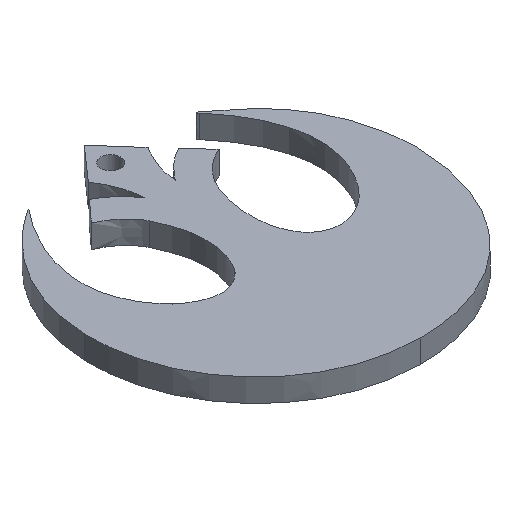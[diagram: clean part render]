
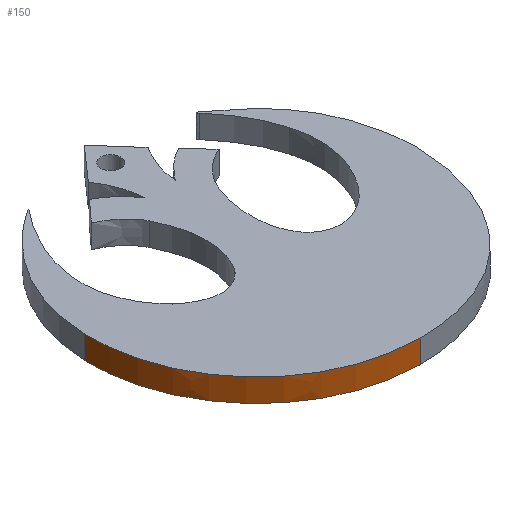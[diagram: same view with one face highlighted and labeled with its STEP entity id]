
A CAD part, isometric view. The second image highlights one B-rep face of the part: STEP entity #150.
In plain terms, the highlighted face is a extrusion surface.
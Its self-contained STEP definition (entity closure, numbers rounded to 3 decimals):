
#21 = EDGE_CURVE('',#22,#24,#26,.T.);
#22 = VERTEX_POINT('',#23);
#23 = CARTESIAN_POINT('',(-25.091,-4.096,0.));
#24 = VERTEX_POINT('',#25);
#25 = CARTESIAN_POINT('',(-25.091,-4.096,3.5));
#26 = SURFACE_CURVE('',#27,(#31,#46),.PCURVE_S1.);
#27 = LINE('',#28,#29);
#28 = CARTESIAN_POINT('',(-25.091,-4.096,0.));
#29 = VECTOR('',#30,1.);
#30 = DIRECTION('',(0.,0.,1.));
#31 = PCURVE('',#32,#40);
#32 = SURFACE_OF_LINEAR_EXTRUSION('',#33,#38);
#33 = B_SPLINE_CURVE_WITH_KNOTS('',3,(#34,#35,#36,#37),.UNSPECIFIED.,.F.
  ,.F.,(4,4),(0.,1.),.PIECEWISE_BEZIER_KNOTS.);
#34 = CARTESIAN_POINT('',(-25.091,-4.096,0.));
#35 = CARTESIAN_POINT('',(-24.784,4.057,0.));
#36 = CARTESIAN_POINT('',(-20.652,11.577,0.));
#37 = CARTESIAN_POINT('',(-13.098,16.546,0.));
#38 = VECTOR('',#39,1.);
#39 = DIRECTION('',(0.,0.,-1.));
#40 = DEFINITIONAL_REPRESENTATION('',(#41),#45);
#41 = LINE('',#42,#43);
#42 = CARTESIAN_POINT('',(0.,0.));
#43 = VECTOR('',#44,1.);
#44 = DIRECTION('',(0.,-1.));
#45 = ( GEOMETRIC_REPRESENTATION_CONTEXT(2) 
PARAMETRIC_REPRESENTATION_CONTEXT() REPRESENTATION_CONTEXT('2D SPACE',''
  ) );
#46 = PCURVE('',#47,#55);
#47 = SURFACE_OF_LINEAR_EXTRUSION('',#48,#53);
#48 = B_SPLINE_CURVE_WITH_KNOTS('',3,(#49,#50,#51,#52),.UNSPECIFIED.,.F.
  ,.F.,(4,4),(0.,1.),.PIECEWISE_BEZIER_KNOTS.);
#49 = CARTESIAN_POINT('',(-0.032,-30.229,0.)
  );
#50 = CARTESIAN_POINT('',(-14.373,-30.228,0.));
#51 = CARTESIAN_POINT('',(-25.521,-18.261,0.));
#52 = CARTESIAN_POINT('',(-25.091,-4.096,0.));
#53 = VECTOR('',#54,1.);
#54 = DIRECTION('',(0.,0.,-1.));
#55 = DEFINITIONAL_REPRESENTATION('',(#56),#60);
#56 = LINE('',#57,#58);
#57 = CARTESIAN_POINT('',(1.,0.));
#58 = VECTOR('',#59,1.);
#59 = DIRECTION('',(0.,-1.));
#60 = ( GEOMETRIC_REPRESENTATION_CONTEXT(2) 
PARAMETRIC_REPRESENTATION_CONTEXT() REPRESENTATION_CONTEXT('2D SPACE',''
  ) );
#79 = PLANE('',#80);
#80 = AXIS2_PLACEMENT_3D('',#81,#82,#83);
#81 = CARTESIAN_POINT('',(-25.091,-4.096,3.5));
#82 = DIRECTION('',(0.,0.,1.));
#83 = DIRECTION('',(1.,0.,0.));
#138 = PLANE('',#139);
#139 = AXIS2_PLACEMENT_3D('',#140,#141,#142);
#140 = CARTESIAN_POINT('',(-25.091,-4.096,0.));
#141 = DIRECTION('',(0.,0.,1.));
#142 = DIRECTION('',(1.,0.,0.));
#150 = ADVANCED_FACE('',(#151),#47,.T.);
#151 = FACE_BOUND('',#152,.T.);
#152 = EDGE_LOOP('',(#153,#186,#209,#210));
#153 = ORIENTED_EDGE('',*,*,#154,.T.);
#154 = EDGE_CURVE('',#155,#157,#159,.T.);
#155 = VERTEX_POINT('',#156);
#156 = CARTESIAN_POINT('',(-0.032,-30.229,0.)
  );
#157 = VERTEX_POINT('',#158);
#158 = CARTESIAN_POINT('',(-0.032,-30.229,3.5));
#159 = SURFACE_CURVE('',#160,(#164,#171),.PCURVE_S1.);
#160 = LINE('',#161,#162);
#161 = CARTESIAN_POINT('',(-0.032,-30.229,0.)
  );
#162 = VECTOR('',#163,1.);
#163 = DIRECTION('',(0.,0.,1.));
#164 = PCURVE('',#47,#165);
#165 = DEFINITIONAL_REPRESENTATION('',(#166),#170);
#166 = LINE('',#167,#168);
#167 = CARTESIAN_POINT('',(0.,0.));
#168 = VECTOR('',#169,1.);
#169 = DIRECTION('',(0.,-1.));
#170 = ( GEOMETRIC_REPRESENTATION_CONTEXT(2) 
PARAMETRIC_REPRESENTATION_CONTEXT() REPRESENTATION_CONTEXT('2D SPACE',''
  ) );
#171 = PCURVE('',#172,#180);
#172 = SURFACE_OF_LINEAR_EXTRUSION('',#173,#178);
#173 = B_SPLINE_CURVE_WITH_KNOTS('',3,(#174,#175,#176,#177),
  .UNSPECIFIED.,.F.,.F.,(4,4),(0.,1.),.PIECEWISE_BEZIER_KNOTS.);
#174 = CARTESIAN_POINT('',(24.897,-4.557,0.));
#175 = CARTESIAN_POINT('',(24.645,-19.536,0.));
#176 = CARTESIAN_POINT('',(14.615,-30.229,0.));
#177 = CARTESIAN_POINT('',(-0.032,-30.229,0.)
  );
#178 = VECTOR('',#179,1.);
#179 = DIRECTION('',(0.,0.,-1.));
#180 = DEFINITIONAL_REPRESENTATION('',(#181),#185);
#181 = LINE('',#182,#183);
#182 = CARTESIAN_POINT('',(1.,0.));
#183 = VECTOR('',#184,1.);
#184 = DIRECTION('',(0.,-1.));
#185 = ( GEOMETRIC_REPRESENTATION_CONTEXT(2) 
PARAMETRIC_REPRESENTATION_CONTEXT() REPRESENTATION_CONTEXT('2D SPACE',''
  ) );
#186 = ORIENTED_EDGE('',*,*,#187,.T.);
#187 = EDGE_CURVE('',#157,#24,#188,.T.);
#188 = SURFACE_CURVE('',#189,(#194,#201),.PCURVE_S1.);
#189 = B_SPLINE_CURVE_WITH_KNOTS('',3,(#190,#191,#192,#193),
  .UNSPECIFIED.,.F.,.F.,(4,4),(0.,1.),.PIECEWISE_BEZIER_KNOTS.);
#190 = CARTESIAN_POINT('',(-0.032,-30.229,3.5));
#191 = CARTESIAN_POINT('',(-14.373,-30.228,3.5));
#192 = CARTESIAN_POINT('',(-25.521,-18.261,3.5));
#193 = CARTESIAN_POINT('',(-25.091,-4.096,3.5));
#194 = PCURVE('',#47,#195);
#195 = DEFINITIONAL_REPRESENTATION('',(#196),#200);
#196 = LINE('',#197,#198);
#197 = CARTESIAN_POINT('',(0.,-3.5));
#198 = VECTOR('',#199,1.);
#199 = DIRECTION('',(1.,0.));
#200 = ( GEOMETRIC_REPRESENTATION_CONTEXT(2) 
PARAMETRIC_REPRESENTATION_CONTEXT() REPRESENTATION_CONTEXT('2D SPACE',''
  ) );
#201 = PCURVE('',#79,#202);
#202 = DEFINITIONAL_REPRESENTATION('',(#203),#208);
#203 = B_SPLINE_CURVE_WITH_KNOTS('',3,(#204,#205,#206,#207),
  .UNSPECIFIED.,.F.,.F.,(4,4),(0.,1.),.PIECEWISE_BEZIER_KNOTS.);
#204 = CARTESIAN_POINT('',(25.059,-26.133));
#205 = CARTESIAN_POINT('',(10.718,-26.133));
#206 = CARTESIAN_POINT('',(-0.43,-14.165));
#207 = CARTESIAN_POINT('',(0.,0.));
#208 = ( GEOMETRIC_REPRESENTATION_CONTEXT(2) 
PARAMETRIC_REPRESENTATION_CONTEXT() REPRESENTATION_CONTEXT('2D SPACE',''
  ) );
#209 = ORIENTED_EDGE('',*,*,#21,.F.);
#210 = ORIENTED_EDGE('',*,*,#211,.F.);
#211 = EDGE_CURVE('',#155,#22,#212,.T.);
#212 = SURFACE_CURVE('',#213,(#218,#225),.PCURVE_S1.);
#213 = B_SPLINE_CURVE_WITH_KNOTS('',3,(#214,#215,#216,#217),
  .UNSPECIFIED.,.F.,.F.,(4,4),(0.,1.),.PIECEWISE_BEZIER_KNOTS.);
#214 = CARTESIAN_POINT('',(-0.032,-30.229,0.)
  );
#215 = CARTESIAN_POINT('',(-14.373,-30.228,0.));
#216 = CARTESIAN_POINT('',(-25.521,-18.261,0.));
#217 = CARTESIAN_POINT('',(-25.091,-4.096,0.));
#218 = PCURVE('',#47,#219);
#219 = DEFINITIONAL_REPRESENTATION('',(#220),#224);
#220 = LINE('',#221,#222);
#221 = CARTESIAN_POINT('',(0.,0.));
#222 = VECTOR('',#223,1.);
#223 = DIRECTION('',(1.,0.));
#224 = ( GEOMETRIC_REPRESENTATION_CONTEXT(2) 
PARAMETRIC_REPRESENTATION_CONTEXT() REPRESENTATION_CONTEXT('2D SPACE',''
  ) );
#225 = PCURVE('',#138,#226);
#226 = DEFINITIONAL_REPRESENTATION('',(#227),#232);
#227 = B_SPLINE_CURVE_WITH_KNOTS('',3,(#228,#229,#230,#231),
  .UNSPECIFIED.,.F.,.F.,(4,4),(0.,1.),.PIECEWISE_BEZIER_KNOTS.);
#228 = CARTESIAN_POINT('',(25.059,-26.133));
#229 = CARTESIAN_POINT('',(10.718,-26.133));
#230 = CARTESIAN_POINT('',(-0.43,-14.165));
#231 = CARTESIAN_POINT('',(0.,0.));
#232 = ( GEOMETRIC_REPRESENTATION_CONTEXT(2) 
PARAMETRIC_REPRESENTATION_CONTEXT() REPRESENTATION_CONTEXT('2D SPACE',''
  ) );
